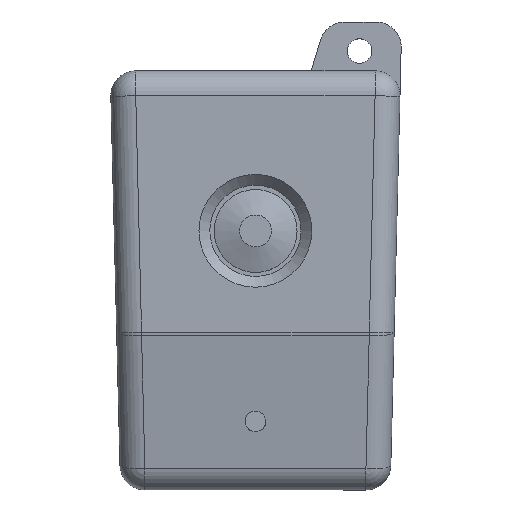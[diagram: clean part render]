
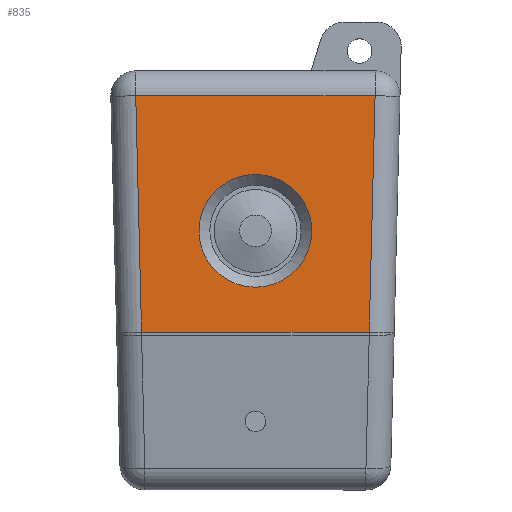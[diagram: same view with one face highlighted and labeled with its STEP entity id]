
A CAD part, top view. The second image highlights one B-rep face of the part: STEP entity #835.
In plain terms, the highlighted planar face has unit normal (0, 0, 1).
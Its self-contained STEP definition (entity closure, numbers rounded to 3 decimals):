
#835=ADVANCED_FACE('',(#1854,#1856),#1858,.T.);
#1854=FACE_BOUND('',#1855,.T.);
#1855=EDGE_LOOP('',(#2608,#2609,#2610,#2611));
#1856=FACE_BOUND('',#1857,.T.);
#1857=EDGE_LOOP('',(#2612));
#1858=PLANE('',#1859);
#1859=AXIS2_PLACEMENT_3D('',#1860,#1861,#1862);
#1860=CARTESIAN_POINT('',(-14.598,19.022,14.));
#1861=DIRECTION('',(0.,0.,1.));
#1862=DIRECTION('',(1.,0.,0.));
#2608=ORIENTED_EDGE('',*,*,#2914,.F.);
#2609=ORIENTED_EDGE('',*,*,#2916,.F.);
#2610=ORIENTED_EDGE('',*,*,#2917,.T.);
#2611=ORIENTED_EDGE('',*,*,#2918,.F.);
#2612=ORIENTED_EDGE('',*,*,#2919,.T.);
#2914=EDGE_CURVE('',#3226,#3228,#3229,.T.);
#2916=EDGE_CURVE('',#3231,#3226,#3232,.T.);
#2917=EDGE_CURVE('',#3231,#3233,#3234,.T.);
#2918=EDGE_CURVE('',#3228,#3233,#3235,.T.);
#2919=EDGE_CURVE('',#3236,#3236,#3237,.T.);
#3226=VERTEX_POINT('',#4002);
#3228=VERTEX_POINT('',#4007);
#3229=LINE('',#4008,#4009);
#3231=VERTEX_POINT('',#4015);
#3232=LINE('',#4016,#4017);
#3233=VERTEX_POINT('',#4019);
#3234=LINE('',#4020,#4021);
#3235=LINE('',#4023,#4024);
#3236=VERTEX_POINT('',#4026);
#3237=CIRCLE('',#4027,6.8);
#4002=CARTESIAN_POINT('',(-14.425,47.5,14.));
#4007=CARTESIAN_POINT('',(14.425,47.5,14.));
#4008=CARTESIAN_POINT('',(-14.425,47.5,14.));
#4009=VECTOR('',#4010,1.);
#4010=DIRECTION('',(1.,0.,0.));
#4015=CARTESIAN_POINT('',(-13.72,19.022,14.));
#4016=CARTESIAN_POINT('',(-13.72,19.022,14.));
#4017=VECTOR('',#4018,1.);
#4018=DIRECTION('',(-0.025,1.,0.));
#4019=CARTESIAN_POINT('',(13.72,19.022,14.));
#4020=CARTESIAN_POINT('',(-13.72,19.022,14.));
#4021=VECTOR('',#4022,1.);
#4022=DIRECTION('',(1.,0.,0.));
#4023=CARTESIAN_POINT('',(14.425,47.5,14.));
#4024=VECTOR('',#4025,1.);
#4025=DIRECTION('',(-0.025,-1.,0.));
#4026=CARTESIAN_POINT('',(6.8,31.22,14.));
#4027=AXIS2_PLACEMENT_3D('',#4028,#4029,#4030);
#4028=CARTESIAN_POINT('',(0.,31.22,14.));
#4029=DIRECTION('',(-0.,-0.,-1.));
#4030=DIRECTION('',(1.,0.,0.));
